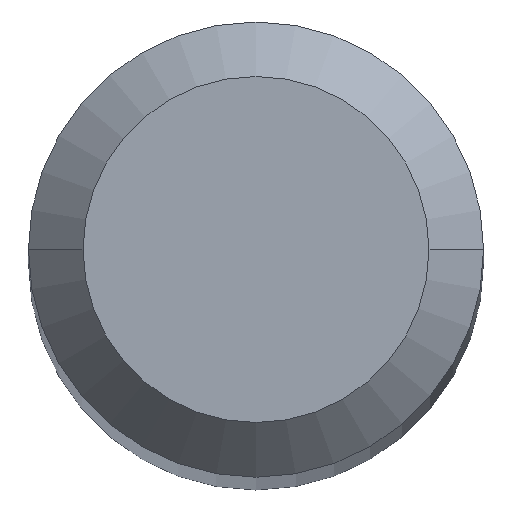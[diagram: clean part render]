
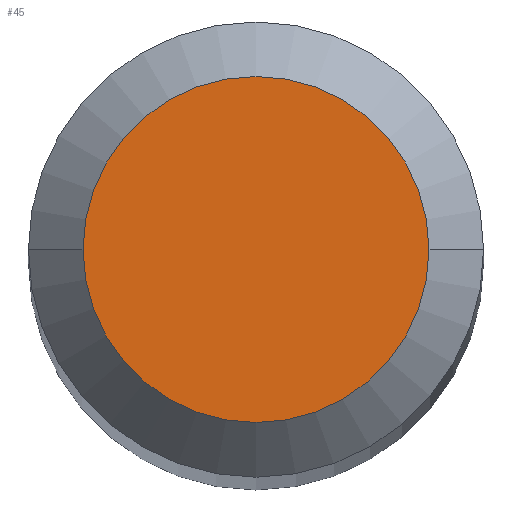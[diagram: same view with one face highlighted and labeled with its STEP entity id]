
A CAD part, top view. The second image highlights one B-rep face of the part: STEP entity #45.
In plain terms, the highlighted planar face has unit normal (0, 0, 1).
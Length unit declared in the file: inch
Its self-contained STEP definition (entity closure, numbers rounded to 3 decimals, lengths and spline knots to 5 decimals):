
#22 = DIRECTION ( 'NONE',  ( 0., 0., -1. ) ) ;
#45 = ADVANCED_FACE ( 'NONE', ( #424 ), #65, .F. ) ;
#51 = AXIS2_PLACEMENT_3D ( 'NONE', #165, #434, #125 ) ;
#58 = CARTESIAN_POINT ( 'NONE',  ( 0., 0., 0. ) ) ;
#63 = EDGE_LOOP ( 'NONE', ( #369, #496 ) ) ;
#65 = PLANE ( 'NONE',  #483 ) ;
#125 = DIRECTION ( 'NONE',  ( 1., 0., 0. ) ) ;
#151 = CIRCLE ( 'NONE', #51, 0.0475 ) ;
#165 = CARTESIAN_POINT ( 'NONE',  ( 0., 0., 0. ) ) ;
#182 = CIRCLE ( 'NONE', #418, 0.0475 ) ;
#221 = EDGE_CURVE ( 'NONE', #318, #252, #151, .T. ) ;
#226 = CARTESIAN_POINT ( 'NONE',  ( 0., 0.0475, 0. ) ) ;
#252 = VERTEX_POINT ( 'NONE', #388 ) ;
#318 = VERTEX_POINT ( 'NONE', #416 ) ;
#332 = EDGE_CURVE ( 'NONE', #252, #318, #182, .T. ) ;
#356 = DIRECTION ( 'NONE',  ( -1., 0., 0. ) ) ;
#369 = ORIENTED_EDGE ( 'NONE', *, *, #332, .T. ) ;
#388 = CARTESIAN_POINT ( 'NONE',  ( -0.0475, 0., 0. ) ) ;
#416 = CARTESIAN_POINT ( 'NONE',  ( 0.0475, 0., 0. ) ) ;
#418 = AXIS2_PLACEMENT_3D ( 'NONE', #58, #495, #456 ) ;
#424 = FACE_OUTER_BOUND ( 'NONE', #63, .T. ) ;
#434 = DIRECTION ( 'NONE',  ( 0., 0., 1. ) ) ;
#456 = DIRECTION ( 'NONE',  ( 1., 0., 0. ) ) ;
#483 = AXIS2_PLACEMENT_3D ( 'NONE', #226, #22, #356 ) ;
#495 = DIRECTION ( 'NONE',  ( 0., 0., 1. ) ) ;
#496 = ORIENTED_EDGE ( 'NONE', *, *, #221, .T. ) ;
